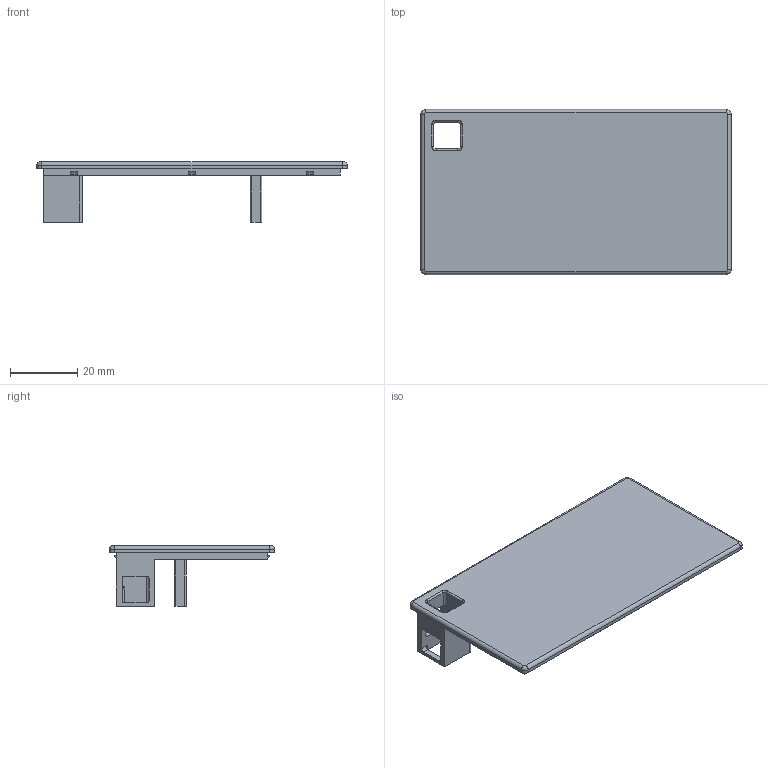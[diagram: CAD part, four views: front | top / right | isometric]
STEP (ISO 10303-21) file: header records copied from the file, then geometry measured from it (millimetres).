
FILE_DESCRIPTION(('FreeCAD Model'),'2;1');
FILE_NAME('Open CASCADE Shape Model','2024-12-07T17:16:21',(''),(''), 'Open CASCADE STEP processor 7.8','FreeCAD','Unknown');
FILE_SCHEMA(('AUTOMOTIVE_DESIGN { 1 0 10303 214 1 1 1 1 }'));
Length unit declared in the file: millimetre
Products named in the file (1): tampa
Bounding box: 92 x 49 x 18 mm (x, y, z)
Volume: 10726 mm3; surface area: 11623.1 mm2
Topology: 1 solids, 1 shells, 106 faces, 264 edges, 166 vertices
Faces by surface type: plane 58, cylinder 36, torus 8, revolution 4
Entity records: 3200 total; most frequent: CARTESIAN_POINT 577, DIRECTION 552, ORIENTED_EDGE 528, EDGE_CURVE 264, LINE 186, VECTOR 186, AXIS2_PLACEMENT_3D 181, VERTEX_POINT 166
